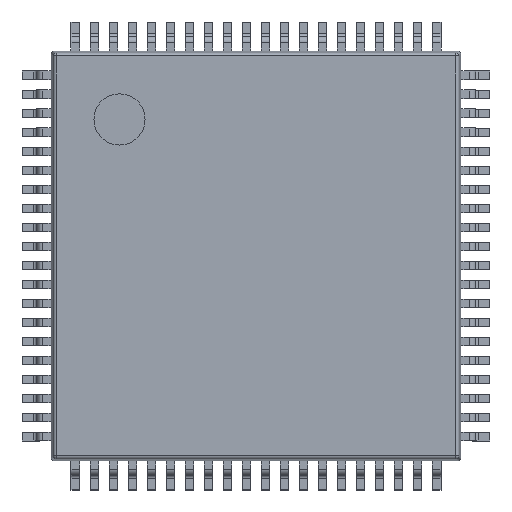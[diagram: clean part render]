
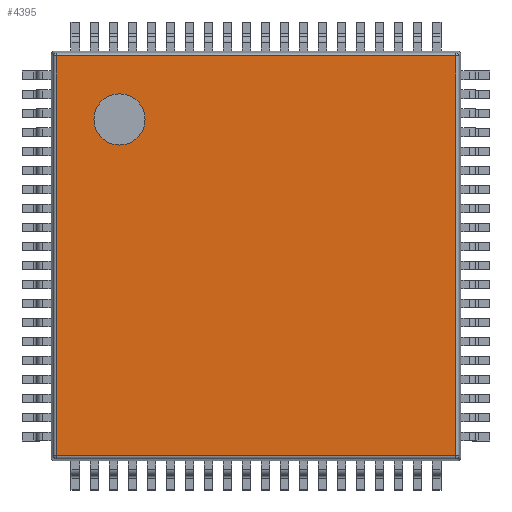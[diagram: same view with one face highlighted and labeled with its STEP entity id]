
A CAD part, top view. The second image highlights one B-rep face of the part: STEP entity #4395.
In plain terms, the highlighted planar face has unit normal (0, 0, 1).
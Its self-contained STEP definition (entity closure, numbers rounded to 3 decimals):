
#3299 = CYLINDRICAL_SURFACE('',#3300,0.1);
#3300 = AXIS2_PLACEMENT_3D('',#3301,#3302,#3303);
#3301 = CARTESIAN_POINT('',(0.164,0.074,1.5));
#3302 = DIRECTION('',(0.,1.,-0.));
#3303 = DIRECTION('',(-0.995,0.,0.105));
#3948 = VERTEX_POINT('',#3949);
#3949 = CARTESIAN_POINT('',(0.164,0.164,1.6));
#3969 = EDGE_CURVE('',#3948,#3970,#3972,.T.);
#3970 = VERTEX_POINT('',#3971);
#3971 = CARTESIAN_POINT('',(0.164,13.836,1.6));
#3972 = SURFACE_CURVE('',#3973,(#3977,#3984),.PCURVE_S1.);
#3973 = LINE('',#3974,#3975);
#3974 = CARTESIAN_POINT('',(0.164,0.074,1.6));
#3975 = VECTOR('',#3976,1.);
#3976 = DIRECTION('',(0.,1.,-0.));
#3977 = PCURVE('',#3299,#3978);
#3978 = DEFINITIONAL_REPRESENTATION('',(#3979),#3983);
#3979 = LINE('',#3980,#3981);
#3980 = CARTESIAN_POINT('',(1.466,0.));
#3981 = VECTOR('',#3982,1.);
#3982 = DIRECTION('',(0.,1.));
#3983 = ( GEOMETRIC_REPRESENTATION_CONTEXT(2) 
PARAMETRIC_REPRESENTATION_CONTEXT() REPRESENTATION_CONTEXT('2D SPACE',''
  ) );
#3984 = PCURVE('',#3985,#3990);
#3985 = PLANE('',#3986);
#3986 = AXIS2_PLACEMENT_3D('',#3987,#3988,#3989);
#3987 = CARTESIAN_POINT('',(0.,0.,1.6));
#3988 = DIRECTION('',(0.,0.,1.));
#3989 = DIRECTION('',(1.,0.,-0.));
#3990 = DEFINITIONAL_REPRESENTATION('',(#3991),#3995);
#3991 = LINE('',#3992,#3993);
#3992 = CARTESIAN_POINT('',(0.164,0.074));
#3993 = VECTOR('',#3994,1.);
#3994 = DIRECTION('',(0.,1.));
#3995 = ( GEOMETRIC_REPRESENTATION_CONTEXT(2) 
PARAMETRIC_REPRESENTATION_CONTEXT() REPRESENTATION_CONTEXT('2D SPACE',''
  ) );
#4165 = CYLINDRICAL_SURFACE('',#4166,0.1);
#4166 = AXIS2_PLACEMENT_3D('',#4167,#4168,#4169);
#4167 = CARTESIAN_POINT('',(0.074,13.836,1.5));
#4168 = DIRECTION('',(1.,0.,0.));
#4169 = DIRECTION('',(-0.,0.995,0.105));
#4338 = CYLINDRICAL_SURFACE('',#4339,0.1);
#4339 = AXIS2_PLACEMENT_3D('',#4340,#4341,#4342);
#4340 = CARTESIAN_POINT('',(0.074,0.164,1.5));
#4341 = DIRECTION('',(1.,-0.,0.));
#4342 = DIRECTION('',(-0.,-0.995,0.105));
#4395 = ADVANCED_FACE('',(#4396,#4471),#3985,.T.);
#4396 = FACE_BOUND('',#4397,.T.);
#4397 = EDGE_LOOP('',(#4398,#4399,#4422,#4450));
#4398 = ORIENTED_EDGE('',*,*,#3969,.F.);
#4399 = ORIENTED_EDGE('',*,*,#4400,.T.);
#4400 = EDGE_CURVE('',#3948,#4401,#4403,.T.);
#4401 = VERTEX_POINT('',#4402);
#4402 = CARTESIAN_POINT('',(13.836,0.164,1.6));
#4403 = SURFACE_CURVE('',#4404,(#4408,#4415),.PCURVE_S1.);
#4404 = LINE('',#4405,#4406);
#4405 = CARTESIAN_POINT('',(0.074,0.164,1.6));
#4406 = VECTOR('',#4407,1.);
#4407 = DIRECTION('',(1.,-0.,0.));
#4408 = PCURVE('',#3985,#4409);
#4409 = DEFINITIONAL_REPRESENTATION('',(#4410),#4414);
#4410 = LINE('',#4411,#4412);
#4411 = CARTESIAN_POINT('',(0.074,0.164));
#4412 = VECTOR('',#4413,1.);
#4413 = DIRECTION('',(1.,0.));
#4414 = ( GEOMETRIC_REPRESENTATION_CONTEXT(2) 
PARAMETRIC_REPRESENTATION_CONTEXT() REPRESENTATION_CONTEXT('2D SPACE',''
  ) );
#4415 = PCURVE('',#4338,#4416);
#4416 = DEFINITIONAL_REPRESENTATION('',(#4417),#4421);
#4417 = LINE('',#4418,#4419);
#4418 = CARTESIAN_POINT('',(-1.466,0.));
#4419 = VECTOR('',#4420,1.);
#4420 = DIRECTION('',(-0.,1.));
#4421 = ( GEOMETRIC_REPRESENTATION_CONTEXT(2) 
PARAMETRIC_REPRESENTATION_CONTEXT() REPRESENTATION_CONTEXT('2D SPACE',''
  ) );
#4422 = ORIENTED_EDGE('',*,*,#4423,.T.);
#4423 = EDGE_CURVE('',#4401,#4424,#4426,.T.);
#4424 = VERTEX_POINT('',#4425);
#4425 = CARTESIAN_POINT('',(13.836,13.836,1.6));
#4426 = SURFACE_CURVE('',#4427,(#4431,#4438),.PCURVE_S1.);
#4427 = LINE('',#4428,#4429);
#4428 = CARTESIAN_POINT('',(13.836,0.074,1.6));
#4429 = VECTOR('',#4430,1.);
#4430 = DIRECTION('',(0.,1.,-0.));
#4431 = PCURVE('',#3985,#4432);
#4432 = DEFINITIONAL_REPRESENTATION('',(#4433),#4437);
#4433 = LINE('',#4434,#4435);
#4434 = CARTESIAN_POINT('',(13.836,0.074));
#4435 = VECTOR('',#4436,1.);
#4436 = DIRECTION('',(0.,1.));
#4437 = ( GEOMETRIC_REPRESENTATION_CONTEXT(2) 
PARAMETRIC_REPRESENTATION_CONTEXT() REPRESENTATION_CONTEXT('2D SPACE',''
  ) );
#4438 = PCURVE('',#4439,#4444);
#4439 = CYLINDRICAL_SURFACE('',#4440,0.1);
#4440 = AXIS2_PLACEMENT_3D('',#4441,#4442,#4443);
#4441 = CARTESIAN_POINT('',(13.836,0.074,1.5));
#4442 = DIRECTION('',(0.,1.,-0.));
#4443 = DIRECTION('',(0.,0.,1.));
#4444 = DEFINITIONAL_REPRESENTATION('',(#4445),#4449);
#4445 = LINE('',#4446,#4447);
#4446 = CARTESIAN_POINT('',(0.,0.));
#4447 = VECTOR('',#4448,1.);
#4448 = DIRECTION('',(0.,1.));
#4449 = ( GEOMETRIC_REPRESENTATION_CONTEXT(2) 
PARAMETRIC_REPRESENTATION_CONTEXT() REPRESENTATION_CONTEXT('2D SPACE',''
  ) );
#4450 = ORIENTED_EDGE('',*,*,#4451,.F.);
#4451 = EDGE_CURVE('',#3970,#4424,#4452,.T.);
#4452 = SURFACE_CURVE('',#4453,(#4457,#4464),.PCURVE_S1.);
#4453 = LINE('',#4454,#4455);
#4454 = CARTESIAN_POINT('',(0.074,13.836,1.6));
#4455 = VECTOR('',#4456,1.);
#4456 = DIRECTION('',(1.,0.,0.));
#4457 = PCURVE('',#3985,#4458);
#4458 = DEFINITIONAL_REPRESENTATION('',(#4459),#4463);
#4459 = LINE('',#4460,#4461);
#4460 = CARTESIAN_POINT('',(0.074,13.836));
#4461 = VECTOR('',#4462,1.);
#4462 = DIRECTION('',(1.,0.));
#4463 = ( GEOMETRIC_REPRESENTATION_CONTEXT(2) 
PARAMETRIC_REPRESENTATION_CONTEXT() REPRESENTATION_CONTEXT('2D SPACE',''
  ) );
#4464 = PCURVE('',#4165,#4465);
#4465 = DEFINITIONAL_REPRESENTATION('',(#4466),#4470);
#4466 = LINE('',#4467,#4468);
#4467 = CARTESIAN_POINT('',(1.466,0.));
#4468 = VECTOR('',#4469,1.);
#4469 = DIRECTION('',(0.,1.));
#4470 = ( GEOMETRIC_REPRESENTATION_CONTEXT(2) 
PARAMETRIC_REPRESENTATION_CONTEXT() REPRESENTATION_CONTEXT('2D SPACE',''
  ) );
#4471 = FACE_BOUND('',#4472,.T.);
#4472 = EDGE_LOOP('',(#4473));
#4473 = ORIENTED_EDGE('',*,*,#4474,.F.);
#4474 = EDGE_CURVE('',#4475,#4475,#4477,.T.);
#4475 = VERTEX_POINT('',#4476);
#4476 = CARTESIAN_POINT('',(3.208,11.667,1.6));
#4477 = SURFACE_CURVE('',#4478,(#4483,#4490),.PCURVE_S1.);
#4478 = CIRCLE('',#4479,0.875);
#4479 = AXIS2_PLACEMENT_3D('',#4480,#4481,#4482);
#4480 = CARTESIAN_POINT('',(2.333,11.667,1.6));
#4481 = DIRECTION('',(0.,0.,1.));
#4482 = DIRECTION('',(1.,0.,-0.));
#4483 = PCURVE('',#3985,#4484);
#4484 = DEFINITIONAL_REPRESENTATION('',(#4485),#4489);
#4485 = CIRCLE('',#4486,0.875);
#4486 = AXIS2_PLACEMENT_2D('',#4487,#4488);
#4487 = CARTESIAN_POINT('',(2.333,11.667));
#4488 = DIRECTION('',(1.,0.));
#4489 = ( GEOMETRIC_REPRESENTATION_CONTEXT(2) 
PARAMETRIC_REPRESENTATION_CONTEXT() REPRESENTATION_CONTEXT('2D SPACE',''
  ) );
#4490 = PCURVE('',#4491,#4496);
#4491 = CYLINDRICAL_SURFACE('',#4492,0.875);
#4492 = AXIS2_PLACEMENT_3D('',#4493,#4494,#4495);
#4493 = CARTESIAN_POINT('',(2.333,11.667,1.5));
#4494 = DIRECTION('',(0.,0.,1.));
#4495 = DIRECTION('',(1.,0.,-0.));
#4496 = DEFINITIONAL_REPRESENTATION('',(#4497),#4501);
#4497 = LINE('',#4498,#4499);
#4498 = CARTESIAN_POINT('',(0.,0.1));
#4499 = VECTOR('',#4500,1.);
#4500 = DIRECTION('',(1.,0.));
#4501 = ( GEOMETRIC_REPRESENTATION_CONTEXT(2) 
PARAMETRIC_REPRESENTATION_CONTEXT() REPRESENTATION_CONTEXT('2D SPACE',''
  ) );
